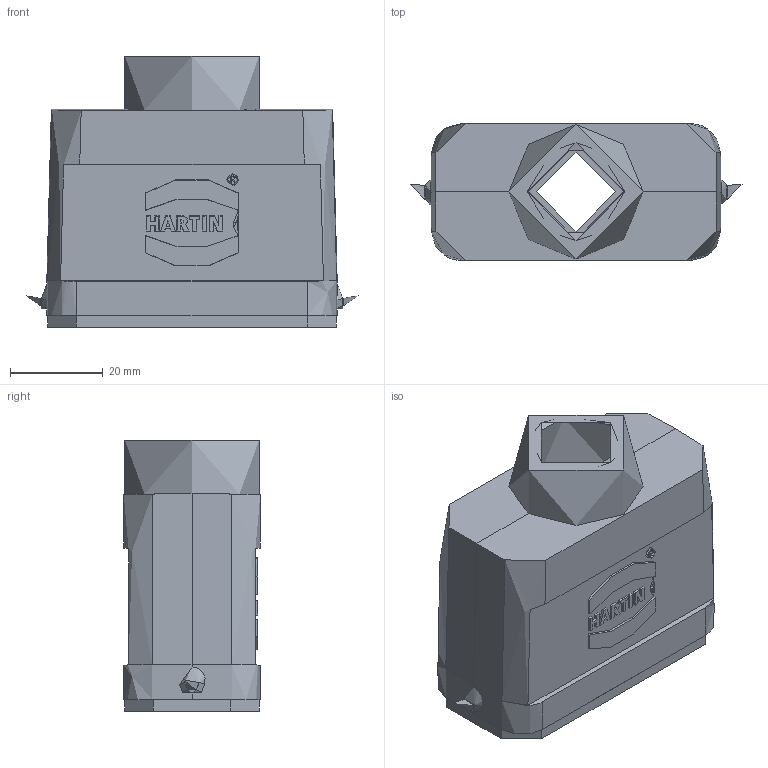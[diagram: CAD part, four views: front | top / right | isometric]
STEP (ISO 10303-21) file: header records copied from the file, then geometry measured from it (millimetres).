
FILE_DESCRIPTION(/* description */ (''),/* implementation_level */ '2;1');
FILE_NAME(/* name */ '100568076ugm000_b.stp',/* time_stamp */ '2018-03-06T15:53:18+01:00',/* author */ (''),/* organization */ (''),/* preprocessor_version */ 'ST-DEVELOPER v16',/* originating_system */ 'SIEMENS PLM Software NX 10.0',/* authorisation */ '');
FILE_SCHEMA (('AUTOMOTIVE_DESIGN { 1 0 10303 214 3 1 1 1 }'));
Length unit declared in the file: millimetre
Products named in the file (1): 100568076ugm000_b
Bounding box: 71.7 x 29.5 x 58.7 mm (x, y, z)
Volume: 28781.7 mm3; surface area: 20955.9 mm2
Topology: 1 solids, 1 shells, 235 faces, 1199 edges, 1575 vertices
Faces by surface type: plane 153, bspline 40, cylinder 21, cone 21
Full cylindrical faces by diameter (mm): 3 x4, 17 x1, 20.4 x1, 29 x1
Entity records: 14301 total; most frequent: CARTESIAN_POINT 4652, ORIENTED_EDGE 1180, DIRECTION 1092, PRESENTATION_STYLE_ASSIGNMENT 715, STYLED_ITEM 592, EDGE_CURVE 590, CURVE_STYLE 586, DRAUGHTING_PRE_DEFINED_CURVE_FONT 586
